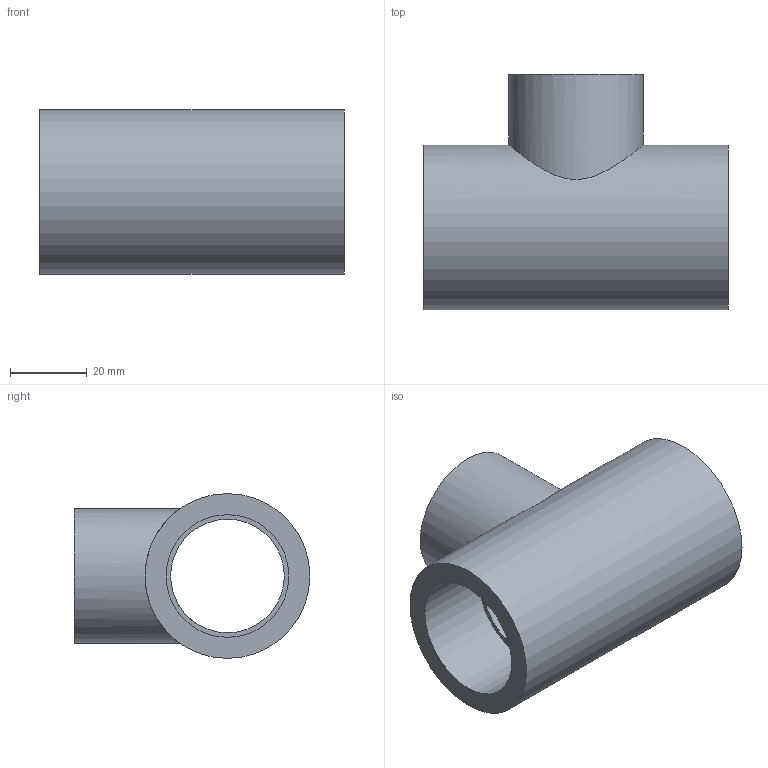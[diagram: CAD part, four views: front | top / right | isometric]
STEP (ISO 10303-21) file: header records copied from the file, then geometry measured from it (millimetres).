
FILE_DESCRIPTION (( 'STEP AP203' ), '1' );
FILE_NAME ('581121131.STEP', '2017-08-01T14:05:42', ( '' ), ( '' ), 'SwSTEP 2.0', 'SolidWorks 2017', '' );
FILE_SCHEMA (( 'CONFIG_CONTROL_DESIGN' ));
Length unit declared in the file: inch
Products named in the file (1): 581121131
Bounding box: 79.5 x 61.5 x 43 mm (x, y, z)
Volume: 63580.1 mm3; surface area: 23614 mm2
Topology: 1 solids, 1 shells, 13 faces, 22 edges, 15 vertices
Faces by surface type: cylinder 7, plane 6
Full cylindrical faces by diameter (mm): 22.333 x1, 25 x1, 29.667 x1, 32 x2, 35 x1, 43 x1
Entity records: 581 total; most frequent: CARTESIAN_POINT 268, DIRECTION 52, EDGE_LOOP 28, ORIENTED_EDGE 28, AXIS2_PLACEMENT_3D 26, FACE_OUTER_BOUND 20, VERTEX_POINT 14, EDGE_CURVE 14
